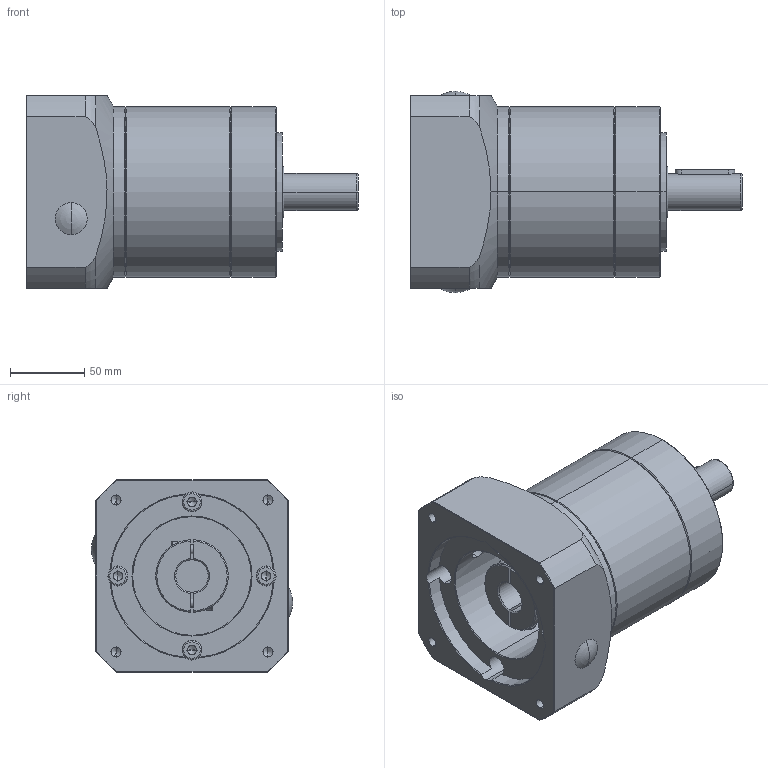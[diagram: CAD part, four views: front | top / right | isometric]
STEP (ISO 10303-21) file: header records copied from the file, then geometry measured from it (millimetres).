
FILE_DESCRIPTION (( 'STEP AP203' ), '1' );
FILE_NAME ('PL120L2-110-22-58-M8-145.STEP', '2022-12-07T02:43:39', ( 'PC' ), ( 'Microsoft' ), 'SwSTEP 2.0', 'SolidWorks 2016', '' );
FILE_SCHEMA (( 'CONFIG_CONTROL_DESIGN' ));
Length unit declared in the file: millimetre
Products named in the file (8): PF120薊粣ん-俋倛22; hexagon socket head cap screws gb_GB_FASTENER_SCREWS_HSHCS M6X20-N; PF120黑裔15; hexagon socket head cap screws gb_GB_FASTENER_SCREWS_HSHCS M8X25-N; PL120L2-110-22-58-M8-145; PL120怀堤傷裔埴; PF120二级齿圈-外形; PF120输入端盖-外形110-M8-145
Assembly tree (16 placements, depth 2):
  PL120L2-110-22-58-M8-145
    PL120怀堤傷裔埴
    PF120二级齿圈-外形
    PF120输入端盖-外形110-M8-145
    PF120薊粣ん-俋倛22
    hexagon socket head cap screws gb_GB_FASTENER_SCREWS_HSHCS M6X20-N  x2
    PF120黑裔15  x2
    hexagon socket head cap screws gb_GB_FASTENER_SCREWS_HSHCS M8X25-N  x8
Bounding box: 224 x 136 x 130 mm (x, y, z)
Volume: 1405332.1 mm3; surface area: 208728.8 mm2
Topology: 17 solids, 17 shells, 510 faces, 1208 edges, 733 vertices
Faces by surface type: plane 221, cylinder 162, cone 93, torus 34
Entity records: 10203 total; most frequent: CARTESIAN_POINT 2123, DIRECTION 1589, ORIENTED_EDGE 1374, EDGE_CURVE 687, AXIS2_PLACEMENT_3D 654, VERTEX_POINT 438, EDGE_LOOP 347, CIRCLE 345
